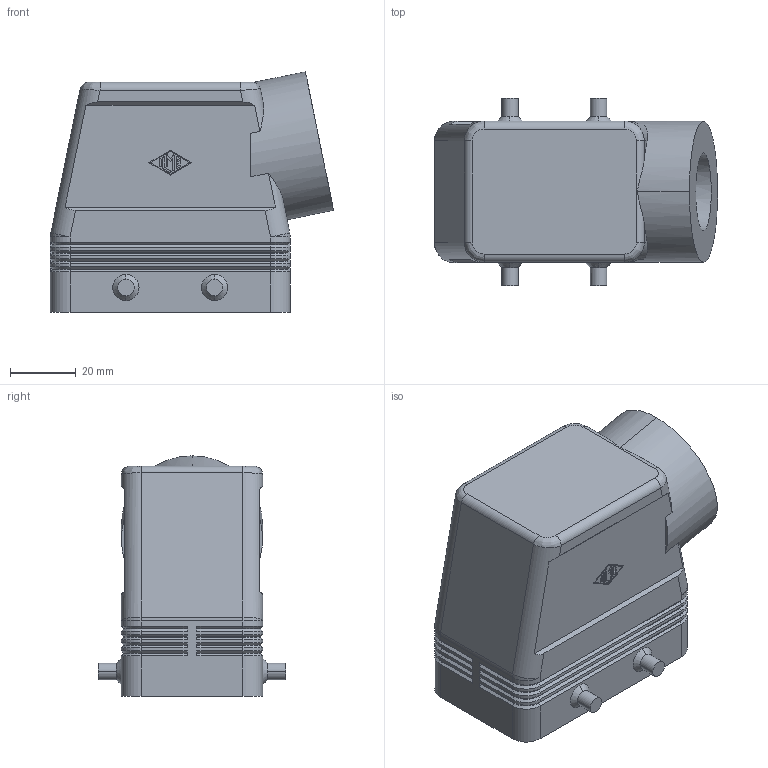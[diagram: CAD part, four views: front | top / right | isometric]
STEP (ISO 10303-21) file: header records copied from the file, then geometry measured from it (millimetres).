
FILE_DESCRIPTION(('Creo Elements/Direct Modeling STEP Export'),'2;1');
FILE_NAME('CAOT_10_5_L_34_NPT.stp','2012-12-17T13:47:16',(''),(''),'Creo Elements/Direct Modeling STEP processor for AP214 (Solid Model)','Creo Elements/Direct Modeling 18.0B 02-Dec-2011 (C) Parametric Technology GmbH','');
FILE_SCHEMA(('AUTOMOTIVE_DESIGN { 1 0 10303 214 1 1 1 1 }'));
Length unit declared in the file: millimetre
Products named in the file (1): MSBO6979
Bounding box: 86.24 x 57 x 73.17 mm (x, y, z)
Volume: 68346 mm3; surface area: 36691.5 mm2
Topology: 1 solids, 1 shells, 340 faces, 834 edges, 509 vertices
Faces by surface type: plane 181, cylinder 101, cone 50, bspline 4, sphere 4
Entity records: 12466 total; most frequent: CARTESIAN_POINT 1991, ORIENTED_EDGE 1652, DIRECTION 1573, EDGE_CURVE 826, VECTOR 559, LINE 559, VERTEX_POINT 509, AXIS2_PLACEMENT_3D 507
